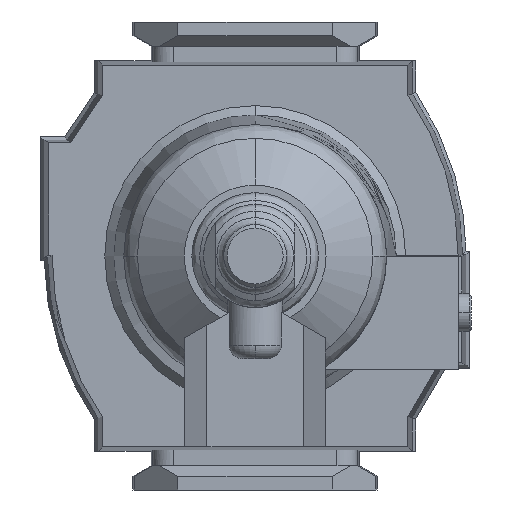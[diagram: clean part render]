
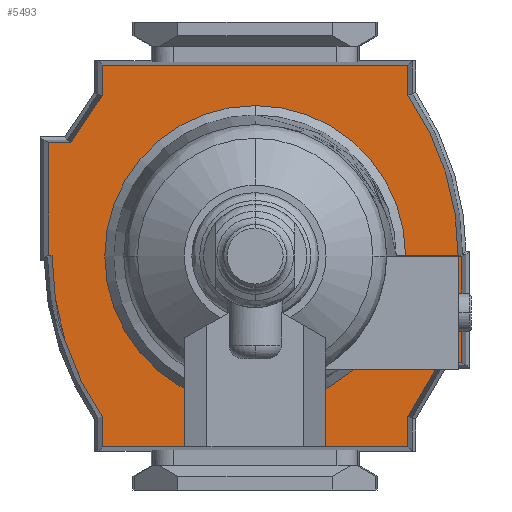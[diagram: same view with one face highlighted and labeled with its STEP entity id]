
A CAD part, front view. The second image highlights one B-rep face of the part: STEP entity #5493.
In plain terms, the highlighted planar face has unit normal (0, -1, 0).
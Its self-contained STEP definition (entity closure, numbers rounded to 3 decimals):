
#418 = EDGE_CURVE ( 'NONE', #9687, #3905, #3797, .T. ) ;
#539 = CARTESIAN_POINT ( 'NONE',  ( -23.35, -38.5, -22.2 ) ) ;
#569 = VERTEX_POINT ( 'NONE', #13132 ) ;
#626 = CARTESIAN_POINT ( 'NONE',  ( -27.75, -38.5, 22.2 ) ) ;
#799 = ORIENTED_EDGE ( 'NONE', *, *, #5371, .F. ) ;
#869 = VECTOR ( 'NONE', #13170, 1000. ) ;
#969 = CARTESIAN_POINT ( 'NONE',  ( -28.86, -38.5, 31.2 ) ) ;
#1124 = DIRECTION ( 'NONE',  ( 0., 0., -1. ) ) ;
#1210 = EDGE_CURVE ( 'NONE', #3361, #12256, #2609, .T. ) ;
#1338 = VECTOR ( 'NONE', #11995, 1000. ) ;
#1346 = VERTEX_POINT ( 'NONE', #13391 ) ;
#1356 = ORIENTED_EDGE ( 'NONE', *, *, #8036, .F. ) ;
#1506 = DIRECTION ( 'NONE',  ( 1., 0., 0. ) ) ;
#1585 = CARTESIAN_POINT ( 'NONE',  ( -15.5, -38.5, -30. ) ) ;
#2343 = ORIENTED_EDGE ( 'NONE', *, *, #10982, .F. ) ;
#2508 = VECTOR ( 'NONE', #1506, 1000. ) ;
#2511 = CARTESIAN_POINT ( 'NONE',  ( 23.383, -38.5, -22.2 ) ) ;
#2609 = LINE ( 'NONE', #14431, #869 ) ;
#2703 = DIRECTION ( 'NONE',  ( 0., 0., 1. ) ) ;
#2723 = LINE ( 'NONE', #1585, #9587 ) ;
#2760 = CARTESIAN_POINT ( 'NONE',  ( 27.75, -38.5, 22.2 ) ) ;
#2780 = CARTESIAN_POINT ( 'NONE',  ( 23.383, -38.5, -22.2 ) ) ;
#2794 = CIRCLE ( 'NONE', #7449, 41.1 ) ;
#2823 = LINE ( 'NONE', #5259, #8983 ) ;
#2834 = CARTESIAN_POINT ( 'NONE',  ( -0.1, -38.5, -30. ) ) ;
#2907 = LINE ( 'NONE', #2834, #9649 ) ;
#2945 = CARTESIAN_POINT ( 'NONE',  ( -23.381, -38.5, 22.202 ) ) ;
#3361 = VERTEX_POINT ( 'NONE', #11070 ) ;
#3420 = LINE ( 'NONE', #10377, #12106 ) ;
#3516 = CIRCLE ( 'NONE', #4230, 41.1 ) ;
#3723 = VERTEX_POINT ( 'NONE', #12358 ) ;
#3726 = VECTOR ( 'NONE', #2703, 1000. ) ;
#3755 = EDGE_CURVE ( 'NONE', #12094, #569, #12285, .T. ) ;
#3797 = LINE ( 'NONE', #2511, #5386 ) ;
#3905 = VERTEX_POINT ( 'NONE', #2780 ) ;
#3951 = LINE ( 'NONE', #6403, #11321 ) ;
#3973 = LINE ( 'NONE', #4191, #4017 ) ;
#4017 = VECTOR ( 'NONE', #12181, 1000. ) ;
#4191 = CARTESIAN_POINT ( 'NONE',  ( -27.75, -38.5, -22.2 ) ) ;
#4230 = AXIS2_PLACEMENT_3D ( 'NONE', #6196, #4749, #9505 ) ;
#4493 = DIRECTION ( 'NONE',  ( 0., 0., 1. ) ) ;
#4637 = CARTESIAN_POINT ( 'NONE',  ( 27.75, -38.5, -22.2 ) ) ;
#4749 = DIRECTION ( 'NONE',  ( 0., 1., 0. ) ) ;
#4919 = EDGE_CURVE ( 'NONE', #3905, #12734, #3516, .T. ) ;
#5020 = DIRECTION ( 'NONE',  ( -1., 0., 0. ) ) ;
#5097 = CARTESIAN_POINT ( 'NONE',  ( 27.75, -38.5, -22.2 ) ) ;
#5105 = DIRECTION ( 'NONE',  ( -1., 0., 0. ) ) ;
#5139 = EDGE_CURVE ( 'NONE', #569, #3723, #11075, .T. ) ;
#5193 = CARTESIAN_POINT ( 'NONE',  ( -15.5, -38.5, -30. ) ) ;
#5259 = CARTESIAN_POINT ( 'NONE',  ( -15.502, -38.5, -26.799 ) ) ;
#5324 = VERTEX_POINT ( 'NONE', #8720 ) ;
#5330 = AXIS2_PLACEMENT_3D ( 'NONE', #969, #6628, #1124 ) ;
#5338 = CARTESIAN_POINT ( 'NONE',  ( 23.362, -38.5, 22.2 ) ) ;
#5371 = EDGE_CURVE ( 'NONE', #8051, #11145, #2823, .T. ) ;
#5386 = VECTOR ( 'NONE', #5105, 1000. ) ;
#5448 = ORIENTED_EDGE ( 'NONE', *, *, #1210, .F. ) ;
#5493 = ADVANCED_FACE ( 'NONE', ( #11448 ), #7794, .T. ) ;
#5694 = ORIENTED_EDGE ( 'NONE', *, *, #9878, .F. ) ;
#6196 = CARTESIAN_POINT ( 'NONE',  ( 0., -38.5, 11.6 ) ) ;
#6351 = LINE ( 'NONE', #2760, #9883 ) ;
#6379 = ORIENTED_EDGE ( 'NONE', *, *, #3755, .F. ) ;
#6380 = EDGE_CURVE ( 'NONE', #11527, #3361, #9537, .T. ) ;
#6403 = CARTESIAN_POINT ( 'NONE',  ( -23.35, -38.5, -22.2 ) ) ;
#6628 = DIRECTION ( 'NONE',  ( 0., -1., 0. ) ) ;
#7221 = CARTESIAN_POINT ( 'NONE',  ( -27.75, -38.5, 22.2 ) ) ;
#7449 = AXIS2_PLACEMENT_3D ( 'NONE', #14391, #14173, #13129 ) ;
#7486 = EDGE_CURVE ( 'NONE', #11145, #11389, #3951, .T. ) ;
#7498 = CARTESIAN_POINT ( 'NONE',  ( -0.1, -38.5, -29.5 ) ) ;
#7525 = ORIENTED_EDGE ( 'NONE', *, *, #11013, .F. ) ;
#7551 = VERTEX_POINT ( 'NONE', #13307 ) ;
#7681 = CARTESIAN_POINT ( 'NONE',  ( -15.502, -38.5, -26.799 ) ) ;
#7794 = PLANE ( 'NONE',  #5330 ) ;
#7958 = CARTESIAN_POINT ( 'NONE',  ( 0.1, -38.5, 30. ) ) ;
#8029 = ORIENTED_EDGE ( 'NONE', *, *, #11408, .F. ) ;
#8036 = EDGE_CURVE ( 'NONE', #12734, #5324, #2907, .T. ) ;
#8051 = VERTEX_POINT ( 'NONE', #5193 ) ;
#8128 = ORIENTED_EDGE ( 'NONE', *, *, #12817, .F. ) ;
#8336 = EDGE_LOOP ( 'NONE', ( #9819, #9623, #799, #9071, #1356, #12667, #13158, #2343, #8029, #8128, #5448, #9449, #7525, #10613, #14465, #6379, #5694 ) ) ;
#8549 = LINE ( 'NONE', #10835, #13074 ) ;
#8720 = CARTESIAN_POINT ( 'NONE',  ( -0.1, -38.5, -30. ) ) ;
#8983 = VECTOR ( 'NONE', #10002, 1000. ) ;
#9071 = ORIENTED_EDGE ( 'NONE', *, *, #9786, .F. ) ;
#9166 = CARTESIAN_POINT ( 'NONE',  ( 27.75, -38.5, 22.2 ) ) ;
#9428 = VERTEX_POINT ( 'NONE', #5338 ) ;
#9449 = ORIENTED_EDGE ( 'NONE', *, *, #6380, .F. ) ;
#9468 = CARTESIAN_POINT ( 'NONE',  ( 16.5, -38.5, 30.005 ) ) ;
#9505 = DIRECTION ( 'NONE',  ( 0., 0., 1. ) ) ;
#9537 = LINE ( 'NONE', #9468, #2508 ) ;
#9542 = DIRECTION ( 'NONE',  ( 0., 0., 1. ) ) ;
#9587 = VECTOR ( 'NONE', #5020, 1000. ) ;
#9623 = ORIENTED_EDGE ( 'NONE', *, *, #7486, .F. ) ;
#9649 = VECTOR ( 'NONE', #13249, 1000. ) ;
#9687 = VERTEX_POINT ( 'NONE', #4637 ) ;
#9786 = EDGE_CURVE ( 'NONE', #5324, #8051, #2723, .T. ) ;
#9819 = ORIENTED_EDGE ( 'NONE', *, *, #11462, .F. ) ;
#9867 = DIRECTION ( 'NONE',  ( 1., 0., 0. ) ) ;
#9878 = EDGE_CURVE ( 'NONE', #1346, #12094, #13042, .T. ) ;
#9883 = VECTOR ( 'NONE', #9867, 1000. ) ;
#10002 = DIRECTION ( 'NONE',  ( 0., 0., 1. ) ) ;
#10310 = DIRECTION ( 'NONE',  ( 0., 1., 0. ) ) ;
#10377 = CARTESIAN_POINT ( 'NONE',  ( 23.362, -38.5, 22.2 ) ) ;
#10613 = ORIENTED_EDGE ( 'NONE', *, *, #12044, .F. ) ;
#10835 = CARTESIAN_POINT ( 'NONE',  ( 0.1, -38.5, 30. ) ) ;
#10976 = VERTEX_POINT ( 'NONE', #9166 ) ;
#10982 = EDGE_CURVE ( 'NONE', #10976, #9687, #12680, .T. ) ;
#11013 = EDGE_CURVE ( 'NONE', #7551, #11527, #8549, .T. ) ;
#11070 = CARTESIAN_POINT ( 'NONE',  ( 16.5, -38.5, 30.005 ) ) ;
#11075 = CIRCLE ( 'NONE', #14957, 41.1 ) ;
#11145 = VERTEX_POINT ( 'NONE', #7681 ) ;
#11321 = VECTOR ( 'NONE', #13381, 1000. ) ;
#11389 = VERTEX_POINT ( 'NONE', #539 ) ;
#11408 = EDGE_CURVE ( 'NONE', #9428, #10976, #6351, .T. ) ;
#11448 = FACE_OUTER_BOUND ( 'NONE', #8336, .T. ) ;
#11462 = EDGE_CURVE ( 'NONE', #11389, #1346, #3973, .T. ) ;
#11527 = VERTEX_POINT ( 'NONE', #7958 ) ;
#11798 = CARTESIAN_POINT ( 'NONE',  ( 16.5, -38.5, 26.8 ) ) ;
#11995 = DIRECTION ( 'NONE',  ( 0., 0., -1. ) ) ;
#12044 = EDGE_CURVE ( 'NONE', #3723, #7551, #2794, .T. ) ;
#12094 = VERTEX_POINT ( 'NONE', #626 ) ;
#12106 = VECTOR ( 'NONE', #14851, 1000. ) ;
#12181 = DIRECTION ( 'NONE',  ( -1., 0., 0. ) ) ;
#12256 = VERTEX_POINT ( 'NONE', #11798 ) ;
#12285 = LINE ( 'NONE', #2945, #14548 ) ;
#12358 = CARTESIAN_POINT ( 'NONE',  ( 0., -38.5, 29.5 ) ) ;
#12667 = ORIENTED_EDGE ( 'NONE', *, *, #4919, .F. ) ;
#12680 = LINE ( 'NONE', #5097, #1338 ) ;
#12734 = VERTEX_POINT ( 'NONE', #7498 ) ;
#12775 = CARTESIAN_POINT ( 'NONE',  ( 0., -38.5, -11.6 ) ) ;
#12817 = EDGE_CURVE ( 'NONE', #12256, #9428, #3420, .T. ) ;
#13042 = LINE ( 'NONE', #7221, #3726 ) ;
#13074 = VECTOR ( 'NONE', #9542, 1000. ) ;
#13129 = DIRECTION ( 'NONE',  ( 0., 0., 1. ) ) ;
#13132 = CARTESIAN_POINT ( 'NONE',  ( -23.381, -38.5, 22.202 ) ) ;
#13158 = ORIENTED_EDGE ( 'NONE', *, *, #418, .F. ) ;
#13170 = DIRECTION ( 'NONE',  ( 0., 0., -1. ) ) ;
#13249 = DIRECTION ( 'NONE',  ( 0., 0., -1. ) ) ;
#13307 = CARTESIAN_POINT ( 'NONE',  ( 0.1, -38.5, 29.5 ) ) ;
#13381 = DIRECTION ( 'NONE',  ( -0.863, 0., 0.506 ) ) ;
#13391 = CARTESIAN_POINT ( 'NONE',  ( -27.75, -38.5, -22.2 ) ) ;
#14173 = DIRECTION ( 'NONE',  ( 0., 1., 0. ) ) ;
#14391 = CARTESIAN_POINT ( 'NONE',  ( 0., -38.5, -11.6 ) ) ;
#14431 = CARTESIAN_POINT ( 'NONE',  ( 16.5, -38.5, 26.8 ) ) ;
#14465 = ORIENTED_EDGE ( 'NONE', *, *, #5139, .F. ) ;
#14548 = VECTOR ( 'NONE', #14698, 1000. ) ;
#14698 = DIRECTION ( 'NONE',  ( 1., 0., 0. ) ) ;
#14851 = DIRECTION ( 'NONE',  ( 0.831, 0., -0.557 ) ) ;
#14957 = AXIS2_PLACEMENT_3D ( 'NONE', #12775, #10310, #4493 ) ;
